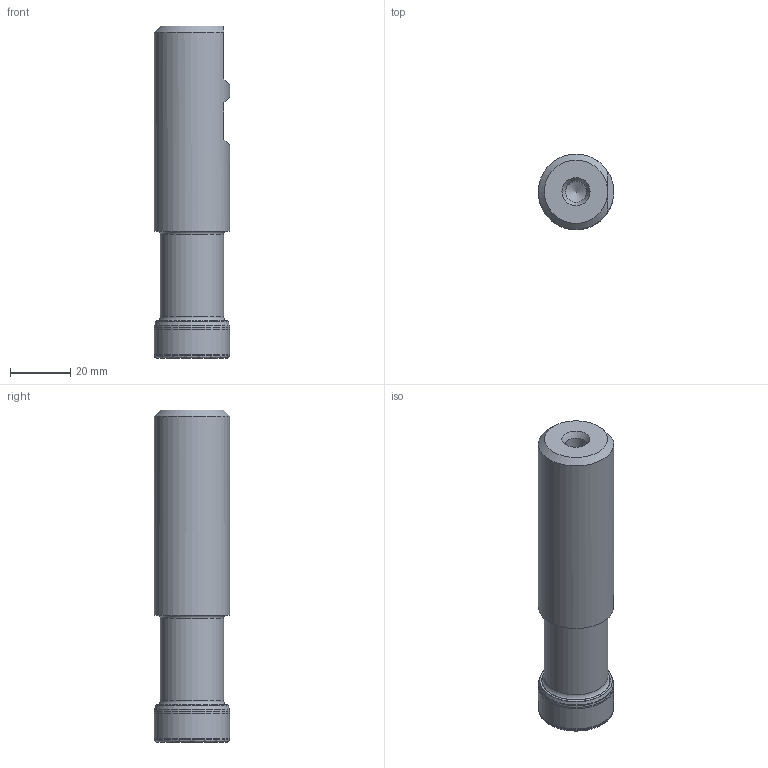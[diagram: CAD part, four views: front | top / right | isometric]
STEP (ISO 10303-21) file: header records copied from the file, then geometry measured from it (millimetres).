
FILE_DESCRIPTION(/* description */ (''),/* implementation_level */ '2;1');
FILE_NAME(/* name */ '25A2R042B25_STN16_C_203126962ndi000_00_SIM.stp',/* time_stamp */ '2021-03-25T13:01:01+01:00',/* author */ (''),/* organization */ (''),/* preprocessor_version */ 'ST-DEVELOPER v16.7',/* originating_system */ 'SIEMENS PLM Software NX 12.0',/* authorisation */ '');
FILE_SCHEMA (('AUTOMOTIVE_DESIGN { 1 0 10303 214 3 1 1 1 }'));
Length unit declared in the file: millimetre
Products named in the file (1): lf19438CFC4Bj0e9
Bounding box: 25.03 x 25.03 x 109.99 mm (x, y, z)
Volume: 49314.2 mm3; surface area: 12710.9 mm2
Topology: 2 solids, 2 shells, 67 faces, 140 edges, 75 vertices
Faces by surface type: revolution 41, cone 9, plane 7, torus 6, cylinder 4
Full cylindrical faces by diameter (mm): 7 x1, 21 x1, 23.6 x1, 25 x1
Entity records: 1806 total; most frequent: CARTESIAN_POINT 603, DIRECTION 226, ORIENTED_EDGE 146, EDGE_LOOP 127, FACE_BOUND 123, AXIS2_PLACEMENT_3D 89, EDGE_CURVE 73, VERTEX_POINT 70
